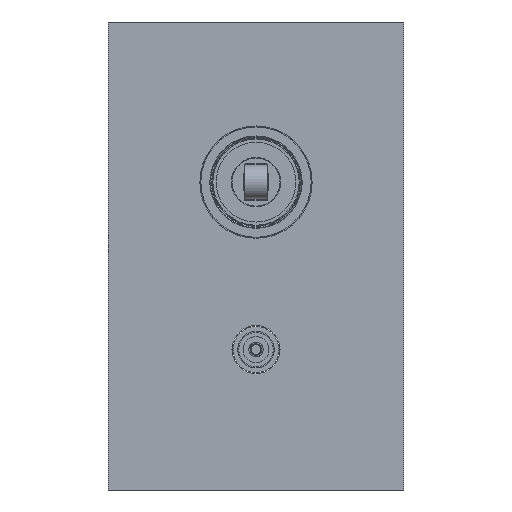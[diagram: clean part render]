
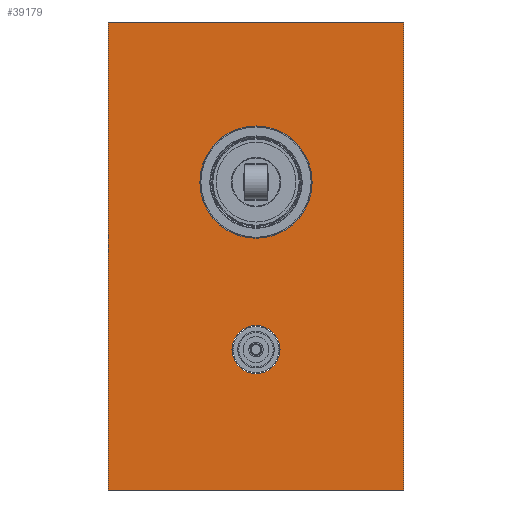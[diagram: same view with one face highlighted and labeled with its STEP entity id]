
A CAD part, front view. The second image highlights one B-rep face of the part: STEP entity #39179.
In plain terms, the highlighted planar face has unit normal (0, -1, 0).
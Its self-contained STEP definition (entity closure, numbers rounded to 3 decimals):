
#38998=DIRECTION('',(0.,0.,-1.));
#38999=VECTOR('',#38998,190.);
#39000=CARTESIAN_POINT('',(60.,50.,65.));
#39001=LINE('',#39000,#38999);
#39002=DIRECTION('',(-1.,0.,0.));
#39003=VECTOR('',#39002,120.);
#39004=CARTESIAN_POINT('',(60.,50.,-125.));
#39005=LINE('',#39004,#39003);
#39006=DIRECTION('',(0.,0.,1.));
#39007=VECTOR('',#39006,190.);
#39008=CARTESIAN_POINT('',(-60.,50.,-125.));
#39009=LINE('',#39008,#39007);
#39010=DIRECTION('',(1.,0.,0.));
#39011=VECTOR('',#39010,120.);
#39012=CARTESIAN_POINT('',(-60.,50.,65.));
#39013=LINE('',#39012,#39011);
#39014=CARTESIAN_POINT('',(0.,50.,0.));
#39015=DIRECTION('',(0.,-1.,0.));
#39016=DIRECTION('',(-1.,0.,0.));
#39017=AXIS2_PLACEMENT_3D('',#39014,#39015,#39016);
#39019=CARTESIAN_POINT('',(0.,50.,0.));
#39020=DIRECTION('',(0.,-1.,0.));
#39021=DIRECTION('',(1.,0.,0.));
#39022=AXIS2_PLACEMENT_3D('',#39019,#39020,#39021);
#39024=CARTESIAN_POINT('',(0.,50.,-68.));
#39025=DIRECTION('',(0.,-1.,0.));
#39026=DIRECTION('',(-1.,0.,0.));
#39027=AXIS2_PLACEMENT_3D('',#39024,#39025,#39026);
#39029=CARTESIAN_POINT('',(0.,50.,-68.));
#39030=DIRECTION('',(0.,-1.,0.));
#39031=DIRECTION('',(1.,0.,0.));
#39032=AXIS2_PLACEMENT_3D('',#39029,#39030,#39031);
#39098=CARTESIAN_POINT('',(-22.8,50.,0.));
#39099=CARTESIAN_POINT('',(22.8,50.,0.));
#39100=VERTEX_POINT('',#39098);
#39101=VERTEX_POINT('',#39099);
#39102=CARTESIAN_POINT('',(-9.75,50.,-68.));
#39103=CARTESIAN_POINT('',(9.75,50.,-68.));
#39104=VERTEX_POINT('',#39102);
#39105=VERTEX_POINT('',#39103);
#39106=CARTESIAN_POINT('',(60.,50.,65.));
#39107=CARTESIAN_POINT('',(60.,50.,-125.));
#39108=VERTEX_POINT('',#39106);
#39109=VERTEX_POINT('',#39107);
#39110=CARTESIAN_POINT('',(-60.,50.,-125.));
#39111=VERTEX_POINT('',#39110);
#39112=CARTESIAN_POINT('',(-60.,50.,65.));
#39113=VERTEX_POINT('',#39112);
#39153=CARTESIAN_POINT('',(0.,50.,-30.));
#39154=DIRECTION('',(0.,1.,0.));
#39155=DIRECTION('',(-1.,0.,0.));
#39156=AXIS2_PLACEMENT_3D('',#39153,#39154,#39155);
#39157=PLANE('',#39156);
#39159=ORIENTED_EDGE('',*,*,#39158,.T.);
#39161=ORIENTED_EDGE('',*,*,#39160,.T.);
#39163=ORIENTED_EDGE('',*,*,#39162,.T.);
#39164=ORIENTED_EDGE('',*,*,#39135,.T.);
#39165=EDGE_LOOP('',(#39159,#39161,#39163,#39164));
#39166=FACE_OUTER_BOUND('',#39165,.F.);
#39168=ORIENTED_EDGE('',*,*,#39167,.T.);
#39170=ORIENTED_EDGE('',*,*,#39169,.T.);
#39171=EDGE_LOOP('',(#39168,#39170));
#39172=FACE_BOUND('',#39171,.F.);
#39174=ORIENTED_EDGE('',*,*,#39173,.T.);
#39176=ORIENTED_EDGE('',*,*,#39175,.T.);
#39177=EDGE_LOOP('',(#39174,#39176));
#39178=FACE_BOUND('',#39177,.F.);
#39179=ADVANCED_FACE('',(#39166,#39172,#39178),#39157,.F.);
#39018=CIRCLE('',#39017,22.8);
#39023=CIRCLE('',#39022,22.8);
#39028=CIRCLE('',#39027,9.75);
#39033=CIRCLE('',#39032,9.75);
#39135=EDGE_CURVE('',#39113,#39108,#39013,.T.);
#39158=EDGE_CURVE('',#39108,#39109,#39001,.T.);
#39160=EDGE_CURVE('',#39109,#39111,#39005,.T.);
#39162=EDGE_CURVE('',#39111,#39113,#39009,.T.);
#39167=EDGE_CURVE('',#39100,#39101,#39018,.T.);
#39169=EDGE_CURVE('',#39101,#39100,#39023,.T.);
#39173=EDGE_CURVE('',#39104,#39105,#39028,.T.);
#39175=EDGE_CURVE('',#39105,#39104,#39033,.T.);
